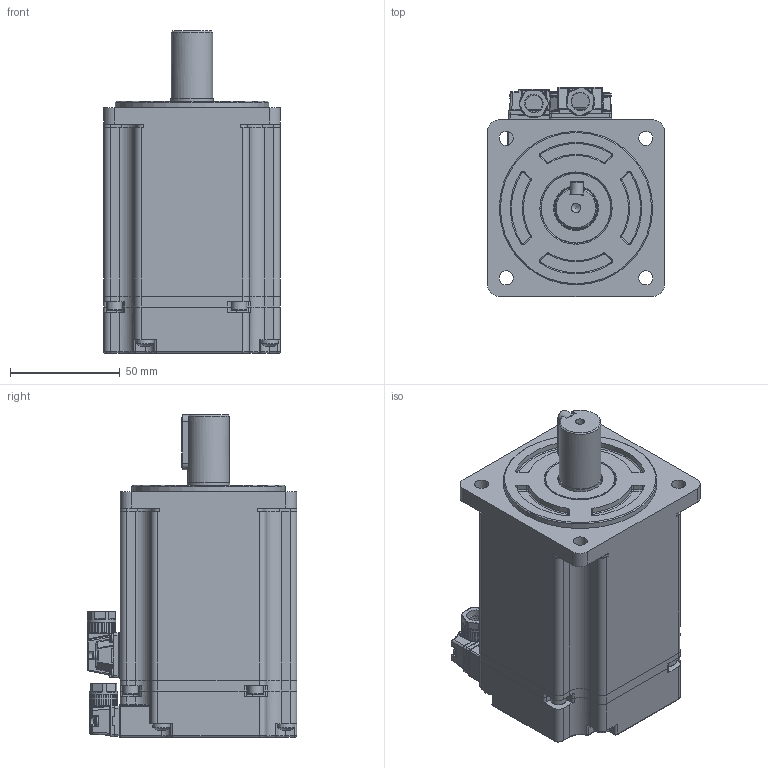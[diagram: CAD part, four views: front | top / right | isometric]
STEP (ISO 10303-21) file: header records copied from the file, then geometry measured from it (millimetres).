
FILE_DESCRIPTION (( 'STEP AP203' ), '1' );
FILE_NAME ('M80AIS113-48-C03230-B1-5.STEP', '2025-12-10T06:12:09', ( '¼¼Êõ03' ), ( 'HP Inc.' ), 'SwSTEP 2.0', 'SolidWorks 2020', '' );
FILE_SCHEMA (( 'CONFIG_CONTROL_DESIGN' ));
Products named in the file (1): M80AIS113-48-C03230-B1-5
Bounding box: 80.5 x 95.5 x 147 mm (x, y, z)
Surface area: 126813.8 mm2 (no closed solid volume)
Topology: 0 solids, 86 shells, 1944 faces, 5702 edges, 3832 vertices
Faces by surface type: plane 874, cylinder 695, torus 183, bspline 85, cone 63, sphere 44
Full cylindrical faces by diameter (mm): 1 x9, 1.6 x9, 1.732 x8, 2 x8, 2.05 x4, 2.2 x8, 2.5 x3, 3.3 x8, 3.464 x4, 4 x24, 4.2 x13, 6.5 x4, 7 x4, 7.8 x1, 8 x5, 8.5 x2, 11.5 x1, 12 x1, 13 x2, 18 x1, 19 x1, 19.5 x2, 20 x3, 25 x2, 26 x1, 32 x3, 39.5 x1, 42 x1, 48 x1, 61 x1
Entity records: 66449 total; most frequent: CARTESIAN_POINT 17528, DIRECTION 10533, ORIENTED_EDGE 9004, EDGE_CURVE 5323, AXIS2_PLACEMENT_3D 4120, VERTEX_POINT 3732, EDGE_LOOP 2372, LINE 2293
